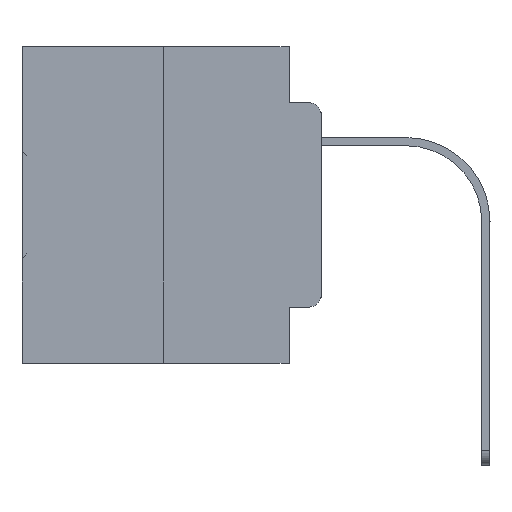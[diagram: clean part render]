
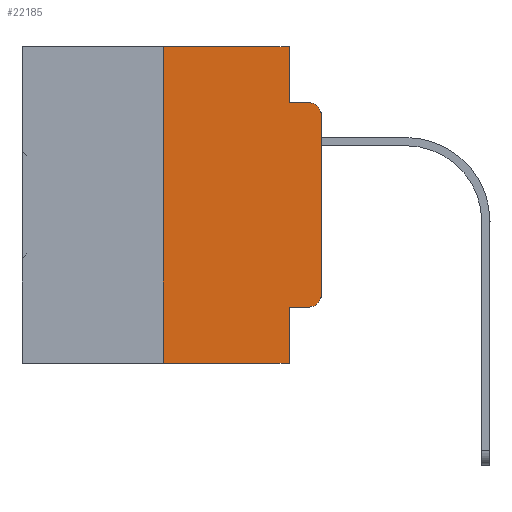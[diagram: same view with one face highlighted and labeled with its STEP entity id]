
A CAD part, left-side view. The second image highlights one B-rep face of the part: STEP entity #22185.
In plain terms, the highlighted planar face has unit normal (-1, 0, 0).
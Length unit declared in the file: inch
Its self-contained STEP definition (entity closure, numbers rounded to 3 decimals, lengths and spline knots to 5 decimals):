
#662 = LINE ( 'NONE', #11524, #9495 ) ;
#780 = VERTEX_POINT ( 'NONE', #3997 ) ;
#1585 = LINE ( 'NONE', #12440, #24915 ) ;
#1746 = VERTEX_POINT ( 'NONE', #27026 ) ;
#2448 = ORIENTED_EDGE ( 'NONE', *, *, #18000, .F. ) ;
#2665 = DIRECTION ( 'NONE',  ( 0., 0., 1. ) ) ;
#2776 = CARTESIAN_POINT ( 'NONE',  ( 0., 0.051, 0. ) ) ;
#2945 = CARTESIAN_POINT ( 'NONE',  ( 0., 0.02, -0.3915 ) ) ;
#2952 = CARTESIAN_POINT ( 'NONE',  ( 0., 0.02, -0.0885 ) ) ;
#3195 = ORIENTED_EDGE ( 'NONE', *, *, #5011, .F. ) ;
#3445 = CARTESIAN_POINT ( 'NONE',  ( 0., 0.02, -0.1085 ) ) ;
#3573 = EDGE_CURVE ( 'NONE', #16049, #24597, #1585, .T. ) ;
#3997 = CARTESIAN_POINT ( 'NONE',  ( 0., 0.25, -0.5 ) ) ;
#4065 = CARTESIAN_POINT ( 'NONE',  ( 0., 0., -0.3915 ) ) ;
#4187 = ORIENTED_EDGE ( 'NONE', *, *, #22936, .T. ) ;
#4634 = CARTESIAN_POINT ( 'NONE',  ( 0., 0.473, 0. ) ) ;
#4725 = PLANE ( 'NONE',  #22011 ) ;
#5011 = EDGE_CURVE ( 'NONE', #780, #22786, #24462, .T. ) ;
#5272 = DIRECTION ( 'NONE',  ( 0., 0., -1. ) ) ;
#5313 = LINE ( 'NONE', #4634, #27611 ) ;
#5436 = ORIENTED_EDGE ( 'NONE', *, *, #3573, .T. ) ;
#5779 = VECTOR ( 'NONE', #2665, 39.37008 ) ;
#6054 = CARTESIAN_POINT ( 'NONE',  ( 0., 0.051, -0.0885 ) ) ;
#6419 = CARTESIAN_POINT ( 'NONE',  ( 0., 0.25, 0. ) ) ;
#8044 = CARTESIAN_POINT ( 'NONE',  ( 0., 0.051, -0.4115 ) ) ;
#8146 = DIRECTION ( 'NONE',  ( 0., -1., 0. ) ) ;
#8454 = EDGE_CURVE ( 'NONE', #28688, #23442, #29736, .T. ) ;
#8850 = VECTOR ( 'NONE', #23475, 39.37008 ) ;
#9020 = ORIENTED_EDGE ( 'NONE', *, *, #32144, .T. ) ;
#9495 = VECTOR ( 'NONE', #14375, 39.37008 ) ;
#9783 = DIRECTION ( 'NONE',  ( 0., -1., 0. ) ) ;
#10021 = LINE ( 'NONE', #12516, #8850 ) ;
#10946 = DIRECTION ( 'NONE',  ( 0., 0., -1. ) ) ;
#11005 = CARTESIAN_POINT ( 'NONE',  ( 0., 0.25, 0. ) ) ;
#11524 = CARTESIAN_POINT ( 'NONE',  ( 0., 0.051, 0. ) ) ;
#11572 = LINE ( 'NONE', #6054, #23268 ) ;
#11612 = AXIS2_PLACEMENT_3D ( 'NONE', #2945, #16953, #27762 ) ;
#12440 = CARTESIAN_POINT ( 'NONE',  ( 0., 0.051, -0.4115 ) ) ;
#12487 = EDGE_CURVE ( 'NONE', #22786, #21907, #5313, .T. ) ;
#12516 = CARTESIAN_POINT ( 'NONE',  ( 0., 0., 0. ) ) ;
#12690 = EDGE_CURVE ( 'NONE', #16049, #21732, #662, .T. ) ;
#12742 = ORIENTED_EDGE ( 'NONE', *, *, #26835, .F. ) ;
#12953 = CARTESIAN_POINT ( 'NONE',  ( 0., 0.02, -0.4115 ) ) ;
#13073 = ORIENTED_EDGE ( 'NONE', *, *, #12690, .F. ) ;
#13336 = AXIS2_PLACEMENT_3D ( 'NONE', #3445, #22071, #5272 ) ;
#14375 = DIRECTION ( 'NONE',  ( 0., 0., -1. ) ) ;
#15575 = DIRECTION ( 'NONE',  ( 1., 0., 0. ) ) ;
#16049 = VERTEX_POINT ( 'NONE', #8044 ) ;
#16157 = DIRECTION ( 'NONE',  ( 0., -1., 0. ) ) ;
#16953 = DIRECTION ( 'NONE',  ( -1., 0., 0. ) ) ;
#17962 = CARTESIAN_POINT ( 'NONE',  ( 0., 0.473, -0.5 ) ) ;
#18000 = EDGE_CURVE ( 'NONE', #1746, #23442, #11572, .T. ) ;
#18286 = VERTEX_POINT ( 'NONE', #4065 ) ;
#18864 = ORIENTED_EDGE ( 'NONE', *, *, #12487, .F. ) ;
#20709 = FACE_OUTER_BOUND ( 'NONE', #32664, .T. ) ;
#21732 = VERTEX_POINT ( 'NONE', #33275 ) ;
#21907 = VERTEX_POINT ( 'NONE', #22649 ) ;
#22011 = AXIS2_PLACEMENT_3D ( 'NONE', #23512, #15575, #26360 ) ;
#22029 = DIRECTION ( 'NONE',  ( 0., -1., 0. ) ) ;
#22071 = DIRECTION ( 'NONE',  ( -1., 0., 0. ) ) ;
#22185 = ADVANCED_FACE ( 'NONE', ( #20709 ), #4725, .F. ) ;
#22649 = CARTESIAN_POINT ( 'NONE',  ( 0., 0.051, 0. ) ) ;
#22786 = VERTEX_POINT ( 'NONE', #6419 ) ;
#22936 = EDGE_CURVE ( 'NONE', #780, #21732, #32460, .T. ) ;
#23268 = VECTOR ( 'NONE', #22029, 39.37008 ) ;
#23442 = VERTEX_POINT ( 'NONE', #2952 ) ;
#23475 = DIRECTION ( 'NONE',  ( 0., 0., 1. ) ) ;
#23512 = CARTESIAN_POINT ( 'NONE',  ( 0., 0.473, 0. ) ) ;
#23796 = CARTESIAN_POINT ( 'NONE',  ( 0., 0., -0.1085 ) ) ;
#24462 = LINE ( 'NONE', #11005, #5779 ) ;
#24597 = VERTEX_POINT ( 'NONE', #12953 ) ;
#24915 = VECTOR ( 'NONE', #9783, 39.37008 ) ;
#25108 = ORIENTED_EDGE ( 'NONE', *, *, #8454, .T. ) ;
#25449 = VECTOR ( 'NONE', #8146, 39.37008 ) ;
#26360 = DIRECTION ( 'NONE',  ( 0., 0., -1. ) ) ;
#26835 = EDGE_CURVE ( 'NONE', #21907, #1746, #33280, .T. ) ;
#26895 = CIRCLE ( 'NONE', #11612, 0.02 ) ;
#27026 = CARTESIAN_POINT ( 'NONE',  ( 0., 0.051, -0.0885 ) ) ;
#27611 = VECTOR ( 'NONE', #16157, 39.37008 ) ;
#27637 = VECTOR ( 'NONE', #10946, 39.37008 ) ;
#27762 = DIRECTION ( 'NONE',  ( 0., 0., -1. ) ) ;
#28688 = VERTEX_POINT ( 'NONE', #23796 ) ;
#29736 = CIRCLE ( 'NONE', #13336, 0.02 ) ;
#32112 = ORIENTED_EDGE ( 'NONE', *, *, #33397, .T. ) ;
#32144 = EDGE_CURVE ( 'NONE', #24597, #18286, #26895, .T. ) ;
#32460 = LINE ( 'NONE', #17962, #25449 ) ;
#32664 = EDGE_LOOP ( 'NONE', ( #32112, #25108, #2448, #12742, #18864, #3195, #4187, #13073, #5436, #9020 ) ) ;
#33275 = CARTESIAN_POINT ( 'NONE',  ( 0., 0.051, -0.5 ) ) ;
#33280 = LINE ( 'NONE', #2776, #27637 ) ;
#33397 = EDGE_CURVE ( 'NONE', #18286, #28688, #10021, .T. ) ;
